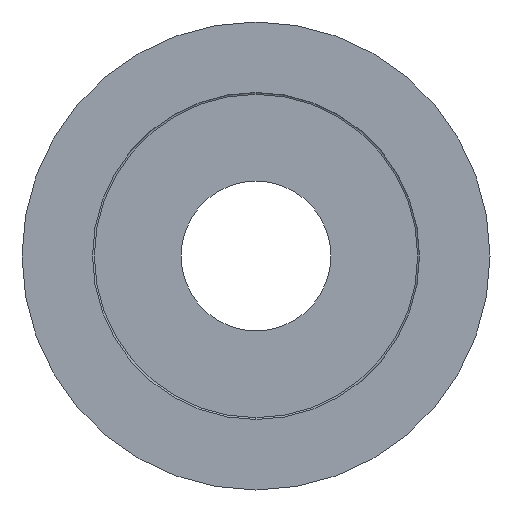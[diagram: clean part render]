
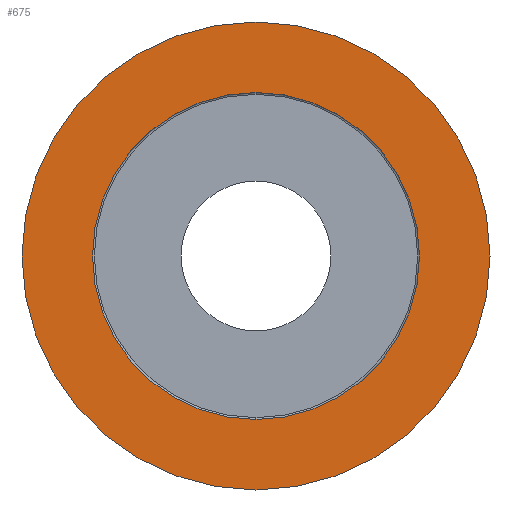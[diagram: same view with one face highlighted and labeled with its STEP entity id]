
A CAD part, left-side view. The second image highlights one B-rep face of the part: STEP entity #675.
In plain terms, the highlighted planar face has unit normal (-1, 0, 0).
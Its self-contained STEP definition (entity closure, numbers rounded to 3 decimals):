
#1 = CARTESIAN_POINT ( 'NONE',  ( 0., 0., -26.2 ) ) ;
#13 = CARTESIAN_POINT ( 'NONE',  ( 0., 0., -37.5 ) ) ;
#21 = DIRECTION ( 'NONE',  ( 0., 0., -1. ) ) ;
#49 = CARTESIAN_POINT ( 'NONE',  ( 0., 0., 0. ) ) ;
#84 = CIRCLE ( 'NONE', #672, 26.2 ) ;
#119 = CARTESIAN_POINT ( 'NONE',  ( 0., 0., 0. ) ) ;
#127 = EDGE_LOOP ( 'NONE', ( #599, #591 ) ) ;
#139 = DIRECTION ( 'NONE',  ( 0., 0., 1. ) ) ;
#156 = VERTEX_POINT ( 'NONE', #13 ) ;
#217 = DIRECTION ( 'NONE',  ( 0., 0., 1. ) ) ;
#224 = DIRECTION ( 'NONE',  ( -1., 0., 0. ) ) ;
#239 = EDGE_CURVE ( 'NONE', #301, #156, #456, .T. ) ;
#252 = DIRECTION ( 'NONE',  ( -1., 0., 0. ) ) ;
#277 = AXIS2_PLACEMENT_3D ( 'NONE', #836, #285, #21 ) ;
#285 = DIRECTION ( 'NONE',  ( 1., 0., 0. ) ) ;
#301 = VERTEX_POINT ( 'NONE', #901 ) ;
#314 = AXIS2_PLACEMENT_3D ( 'NONE', #49, #619, #139 ) ;
#347 = FACE_OUTER_BOUND ( 'NONE', #127, .T. ) ;
#374 = FACE_BOUND ( 'NONE', #786, .T. ) ;
#429 = CIRCLE ( 'NONE', #575, 26.2 ) ;
#456 = CIRCLE ( 'NONE', #314, 37.5 ) ;
#524 = ORIENTED_EDGE ( 'NONE', *, *, #708, .F. ) ;
#527 = PLANE ( 'NONE',  #277 ) ;
#571 = VERTEX_POINT ( 'NONE', #1 ) ;
#575 = AXIS2_PLACEMENT_3D ( 'NONE', #692, #252, #748 ) ;
#582 = ORIENTED_EDGE ( 'NONE', *, *, #884, .F. ) ;
#591 = ORIENTED_EDGE ( 'NONE', *, *, #749, .T. ) ;
#599 = ORIENTED_EDGE ( 'NONE', *, *, #239, .T. ) ;
#619 = DIRECTION ( 'NONE',  ( -1., 0., 0. ) ) ;
#665 = DIRECTION ( 'NONE',  ( -1., 0., 0. ) ) ;
#667 = CARTESIAN_POINT ( 'NONE',  ( 0., 0., 0. ) ) ;
#672 = AXIS2_PLACEMENT_3D ( 'NONE', #119, #665, #217 ) ;
#675 = ADVANCED_FACE ( 'NONE', ( #374, #347 ), #527, .F. ) ;
#682 = CIRCLE ( 'NONE', #800, 37.5 ) ;
#692 = CARTESIAN_POINT ( 'NONE',  ( 0., 0., 0. ) ) ;
#695 = VERTEX_POINT ( 'NONE', #838 ) ;
#708 = EDGE_CURVE ( 'NONE', #695, #571, #84, .T. ) ;
#727 = DIRECTION ( 'NONE',  ( 0., 0., 1. ) ) ;
#748 = DIRECTION ( 'NONE',  ( 0., 0., 1. ) ) ;
#749 = EDGE_CURVE ( 'NONE', #156, #301, #682, .T. ) ;
#786 = EDGE_LOOP ( 'NONE', ( #524, #582 ) ) ;
#800 = AXIS2_PLACEMENT_3D ( 'NONE', #667, #224, #727 ) ;
#836 = CARTESIAN_POINT ( 'NONE',  ( 0., 0., -26.2 ) ) ;
#838 = CARTESIAN_POINT ( 'NONE',  ( 0., 0., 26.2 ) ) ;
#884 = EDGE_CURVE ( 'NONE', #571, #695, #429, .T. ) ;
#901 = CARTESIAN_POINT ( 'NONE',  ( 0., 0., 37.5 ) ) ;
